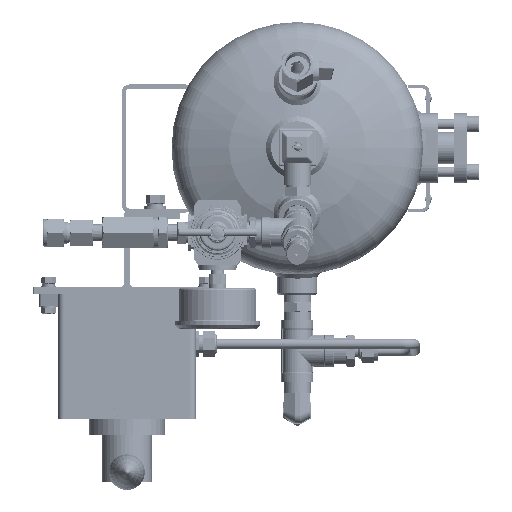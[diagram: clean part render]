
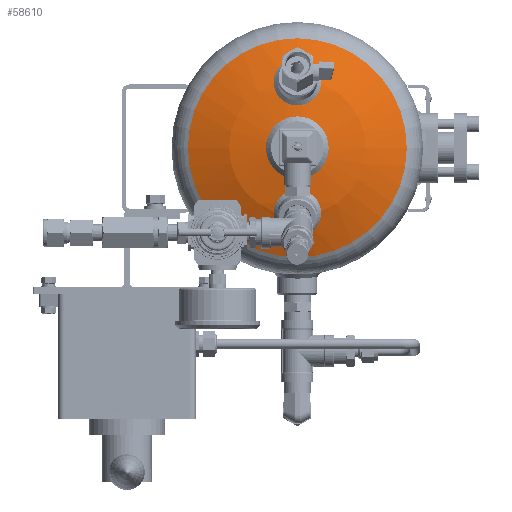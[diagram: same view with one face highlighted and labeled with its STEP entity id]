
A CAD part, top view. The second image highlights one B-rep face of the part: STEP entity #58610.
In plain terms, the highlighted spherical face has radius 202.3 mm.
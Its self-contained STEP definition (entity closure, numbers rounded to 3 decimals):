
#649=SPHERICAL_SURFACE('',#71056,202.3);
#14356=ORIENTED_EDGE('',*,*,#31550,.T.);
#14357=ORIENTED_EDGE('',*,*,#31554,.T.);
#14358=ORIENTED_EDGE('',*,*,#31555,.F.);
#14359=ORIENTED_EDGE('',*,*,#31556,.F.);
#31550=EDGE_CURVE('',#40210,#40210,#46200,.T.);
#31554=EDGE_CURVE('',#40214,#40214,#46204,.T.);
#31555=EDGE_CURVE('',#40215,#40215,#46205,.T.);
#31556=EDGE_CURVE('',#40216,#40216,#46206,.F.);
#40210=VERTEX_POINT('',#93582);
#40214=VERTEX_POINT('',#93592);
#40215=VERTEX_POINT('',#93594);
#40216=VERTEX_POINT('',#93596);
#46200=CIRCLE('',#71051,15.);
#46204=CIRCLE('',#71057,15.);
#46205=CIRCLE('',#71058,87.326);
#46206=CIRCLE('',#71059,20.);
#48420=EDGE_LOOP('',(#14356));
#48421=EDGE_LOOP('',(#14357));
#48422=EDGE_LOOP('',(#14358));
#48423=EDGE_LOOP('',(#14359));
#53105=FACE_BOUND('',#48420,.T.);
#53106=FACE_BOUND('',#48421,.T.);
#53107=FACE_BOUND('',#48422,.T.);
#53108=FACE_BOUND('',#48423,.T.);
#58610=ADVANCED_FACE('',(#53105,#53106,#53107,#53108),#649,.T.);
#71051=AXIS2_PLACEMENT_3D('',#93581,#77452,#77453);
#71056=AXIS2_PLACEMENT_3D('',#93590,#77462,#77463);
#71057=AXIS2_PLACEMENT_3D('',#93591,#77464,#77465);
#71058=AXIS2_PLACEMENT_3D('',#93593,#77466,#77467);
#71059=AXIS2_PLACEMENT_3D('',#93595,#77468,#77469);
#77452=DIRECTION('',(0.259,0.,-0.966));
#77453=DIRECTION('',(0.966,0.,0.259));
#77462=DIRECTION('',(0.,0.,-1.));
#77463=DIRECTION('',(1.,0.,0.));
#77464=DIRECTION('',(-0.259,0.,-0.966));
#77465=DIRECTION('',(-0.966,0.,0.259));
#77466=DIRECTION('',(0.,0.,-1.));
#77467=DIRECTION('',(-1.,0.,0.));
#77468=DIRECTION('',(0.,0.,-1.));
#77469=DIRECTION('',(-1.,0.,0.));
#93581=CARTESIAN_POINT('',(-52.215,0.,46.028));
#93582=CARTESIAN_POINT('',(-37.726,0.,49.911));
#93590=CARTESIAN_POINT('',(0.,0.,-148.841));
#93591=CARTESIAN_POINT('',(52.215,0.,46.028));
#93592=CARTESIAN_POINT('',(37.726,0.,49.911));
#93593=CARTESIAN_POINT('',(0.,0.,33.641));
#93594=CARTESIAN_POINT('',(-87.326,0.,33.641));
#93595=CARTESIAN_POINT('',(0.,0.,52.468));
#93596=CARTESIAN_POINT('',(-20.,0.,52.468));
